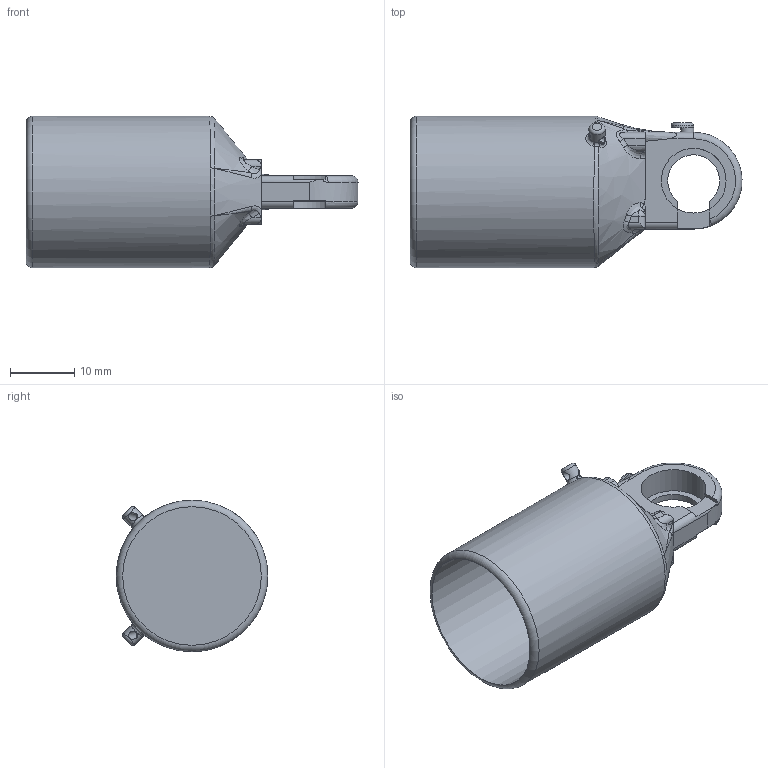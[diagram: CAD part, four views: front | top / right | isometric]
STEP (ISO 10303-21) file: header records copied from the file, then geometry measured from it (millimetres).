
FILE_DESCRIPTION(/* description */ (''),/* implementation_level */ '2;1');
FILE_NAME(/* name */ 'Pam''s index finger v7.step',/* time_stamp */ '2024-03-06T11:55:55+07:00',/* author */ (''),/* organization */ (''),/* preprocessor_version */ 'ST-DEVELOPER v20',/* originating_system */ 'Autodesk Translation Framework v12.20.1.177',/* authorisation */ '');
FILE_SCHEMA (('AUTOMOTIVE_DESIGN { 1 0 10303 214 3 1 1 }'));
Length unit declared in the file: millimetre
Products named in the file (2): Pam's index finger; Metacarpal
Assembly tree (1 placements, depth 2):
  Pam's index finger
    Metacarpal
Bounding box: 51.5 x 23.5 x 23.5 mm (x, y, z)
Volume: 5190.5 mm3; surface area: 5628.6 mm2
Topology: 1 solids, 1 shells, 135 faces, 355 edges, 215 vertices
Faces by surface type: bspline 67, plane 30, cylinder 26, torus 6, sphere 6
Full cylindrical faces by diameter (mm): 1.25 x2, 2 x1, 2.5 x2, 3.5 x1, 10.05 x1, 21.5 x1, 23.5 x1
Entity records: 6952 total; most frequent: CARTESIAN_POINT 4064, ORIENTED_EDGE 702, DIRECTION 424, EDGE_CURVE 351, VERTEX_POINT 215, AXIS2_PLACEMENT_3D 174, B_SPLINE_CURVE_WITH_KNOTS 172, EDGE_LOOP 138
